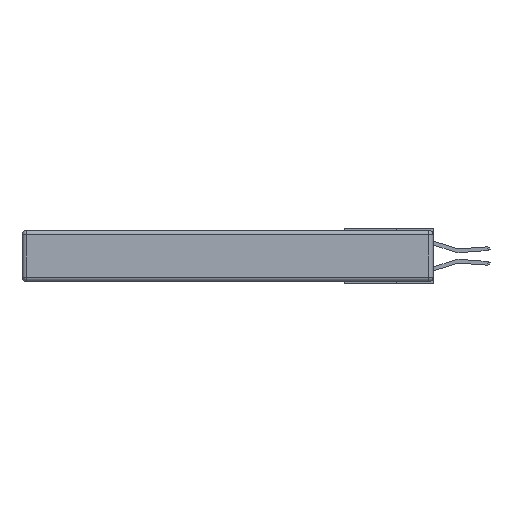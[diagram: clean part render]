
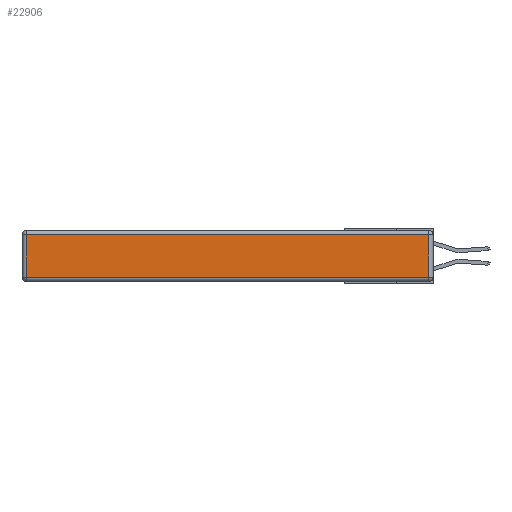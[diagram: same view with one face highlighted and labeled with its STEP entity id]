
A CAD part, left-side view. The second image highlights one B-rep face of the part: STEP entity #22906.
In plain terms, the highlighted planar face has unit normal (-1, 0, 0).
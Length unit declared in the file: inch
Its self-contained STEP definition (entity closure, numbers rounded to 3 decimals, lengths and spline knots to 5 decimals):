
#798 = CARTESIAN_POINT ( 'NONE',  ( 0., 2.75, -0.03 ) ) ;
#1376 = LINE ( 'NONE', #798, #14203 ) ;
#1830 = ORIENTED_EDGE ( 'NONE', *, *, #17293, .T. ) ;
#3547 = DIRECTION ( 'NONE',  ( 0., 0., 1. ) ) ;
#3667 = VERTEX_POINT ( 'NONE', #27478 ) ;
#3805 = CARTESIAN_POINT ( 'NONE',  ( 0., 0., -0.313 ) ) ;
#4932 = EDGE_CURVE ( 'NONE', #8243, #12316, #24595, .T. ) ;
#5958 = EDGE_LOOP ( 'NONE', ( #26557, #12773, #1830, #18942 ) ) ;
#6260 = LINE ( 'NONE', #15310, #28477 ) ;
#6965 = EDGE_CURVE ( 'NONE', #3667, #8243, #6260, .T. ) ;
#8243 = VERTEX_POINT ( 'NONE', #18435 ) ;
#8413 = DIRECTION ( 'NONE',  ( -1., 0., 0. ) ) ;
#9966 = LINE ( 'NONE', #12914, #22912 ) ;
#11168 = AXIS2_PLACEMENT_3D ( 'NONE', #12852, #8413, #3547 ) ;
#12196 = CARTESIAN_POINT ( 'NONE',  ( 0., 0.03, -0.313 ) ) ;
#12316 = VERTEX_POINT ( 'NONE', #12196 ) ;
#12638 = FACE_OUTER_BOUND ( 'NONE', #5958, .T. ) ;
#12658 = DIRECTION ( 'NONE',  ( 0., 1., 0. ) ) ;
#12773 = ORIENTED_EDGE ( 'NONE', *, *, #15697, .T. ) ;
#12852 = CARTESIAN_POINT ( 'NONE',  ( 0., 0., -0.343 ) ) ;
#12914 = CARTESIAN_POINT ( 'NONE',  ( 0., 0.03, -0.343 ) ) ;
#13199 = DIRECTION ( 'NONE',  ( 0., 0., 1. ) ) ;
#14203 = VECTOR ( 'NONE', #12658, 39.37008 ) ;
#15310 = CARTESIAN_POINT ( 'NONE',  ( 0., 2.72, -0.343 ) ) ;
#15697 = EDGE_CURVE ( 'NONE', #12316, #29101, #9966, .T. ) ;
#17080 = CARTESIAN_POINT ( 'NONE',  ( 0., 0.03, -0.03 ) ) ;
#17242 = PLANE ( 'NONE',  #11168 ) ;
#17293 = EDGE_CURVE ( 'NONE', #29101, #3667, #1376, .T. ) ;
#17414 = DIRECTION ( 'NONE',  ( 0., 0., -1. ) ) ;
#18435 = CARTESIAN_POINT ( 'NONE',  ( 0., 2.72, -0.313 ) ) ;
#18942 = ORIENTED_EDGE ( 'NONE', *, *, #6965, .T. ) ;
#22906 = ADVANCED_FACE ( 'NONE', ( #12638 ), #17242, .T. ) ;
#22912 = VECTOR ( 'NONE', #13199, 39.37008 ) ;
#24595 = LINE ( 'NONE', #3805, #29585 ) ;
#26355 = DIRECTION ( 'NONE',  ( 0., -1., 0. ) ) ;
#26557 = ORIENTED_EDGE ( 'NONE', *, *, #4932, .T. ) ;
#27478 = CARTESIAN_POINT ( 'NONE',  ( 0., 2.72, -0.03 ) ) ;
#28477 = VECTOR ( 'NONE', #17414, 39.37008 ) ;
#29101 = VERTEX_POINT ( 'NONE', #17080 ) ;
#29585 = VECTOR ( 'NONE', #26355, 39.37008 ) ;
